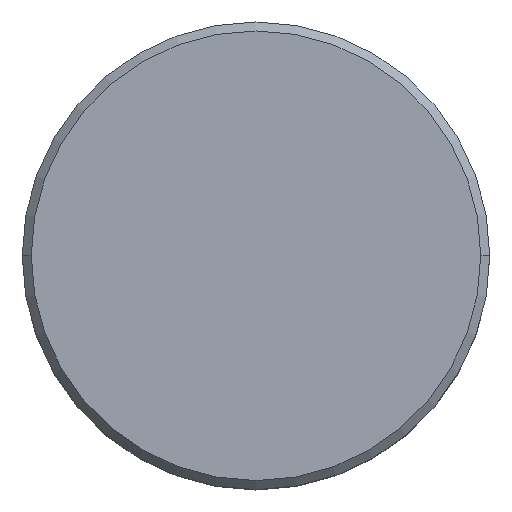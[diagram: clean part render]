
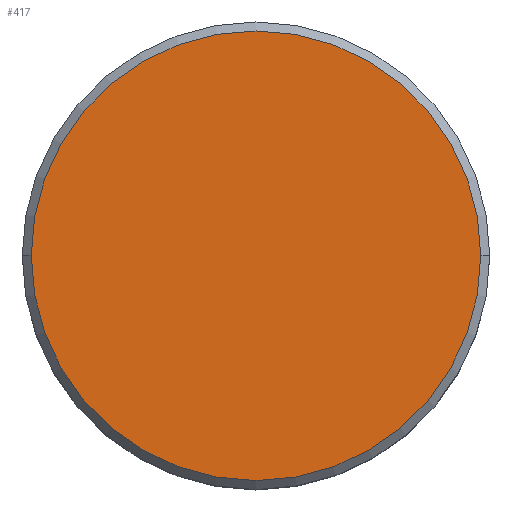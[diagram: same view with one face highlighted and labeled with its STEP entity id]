
A CAD part, top view. The second image highlights one B-rep face of the part: STEP entity #417.
In plain terms, the highlighted planar face has unit normal (0, 0, 1).
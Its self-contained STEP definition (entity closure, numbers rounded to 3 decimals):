
#25 = DIRECTION ( 'NONE',  ( 0., 0., 1. ) ) ;
#50 = DIRECTION ( 'NONE',  ( 0., 0., 1. ) ) ;
#64 = CIRCLE ( 'NONE', #336, 12.5 ) ;
#65 = VERTEX_POINT ( 'NONE', #82 ) ;
#67 = CARTESIAN_POINT ( 'NONE',  ( 0., 0., 0. ) ) ;
#82 = CARTESIAN_POINT ( 'NONE',  ( 12.5, 0., 0. ) ) ;
#86 = DIRECTION ( 'NONE',  ( 1., 0., 0. ) ) ;
#96 = EDGE_LOOP ( 'NONE', ( #239, #124 ) ) ;
#100 = FACE_OUTER_BOUND ( 'NONE', #96, .T. ) ;
#124 = ORIENTED_EDGE ( 'NONE', *, *, #287, .T. ) ;
#128 = DIRECTION ( 'NONE',  ( 0., 0., 1. ) ) ;
#187 = AXIS2_PLACEMENT_3D ( 'NONE', #332, #128, #369 ) ;
#215 = AXIS2_PLACEMENT_3D ( 'NONE', #67, #25, #338 ) ;
#239 = ORIENTED_EDGE ( 'NONE', *, *, #334, .T. ) ;
#242 = PLANE ( 'NONE',  #215 ) ;
#287 = EDGE_CURVE ( 'NONE', #65, #299, #64, .T. ) ;
#299 = VERTEX_POINT ( 'NONE', #361 ) ;
#319 = CIRCLE ( 'NONE', #187, 12.5 ) ;
#332 = CARTESIAN_POINT ( 'NONE',  ( 0., 0., 0. ) ) ;
#334 = EDGE_CURVE ( 'NONE', #299, #65, #319, .T. ) ;
#336 = AXIS2_PLACEMENT_3D ( 'NONE', #401, #50, #86 ) ;
#338 = DIRECTION ( 'NONE',  ( 1., 0., 0. ) ) ;
#361 = CARTESIAN_POINT ( 'NONE',  ( -12.5, 0., 0. ) ) ;
#369 = DIRECTION ( 'NONE',  ( 1., 0., 0. ) ) ;
#401 = CARTESIAN_POINT ( 'NONE',  ( 0., 0., 0. ) ) ;
#417 = ADVANCED_FACE ( 'NONE', ( #100 ), #242, .T. ) ;
